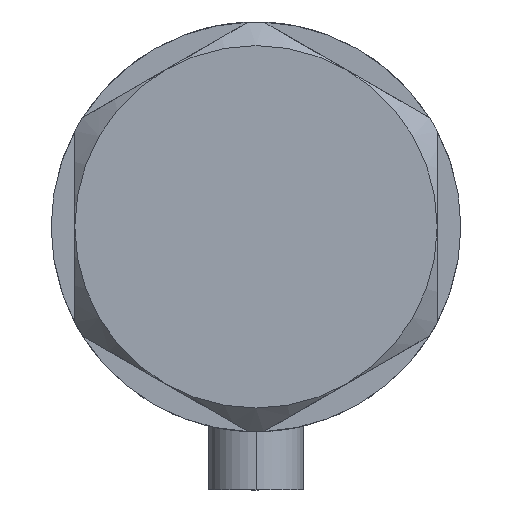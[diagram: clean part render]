
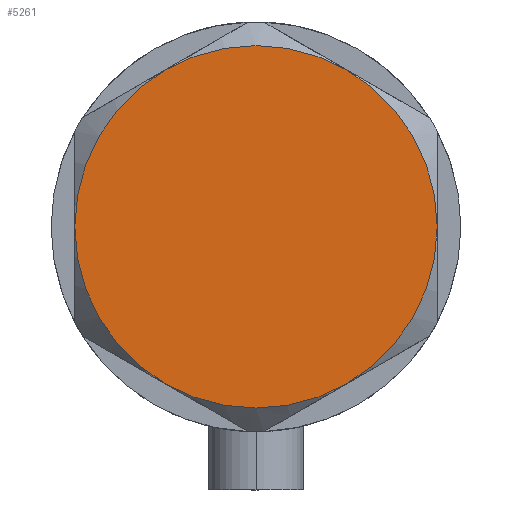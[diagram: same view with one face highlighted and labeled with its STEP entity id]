
A CAD part, left-side view. The second image highlights one B-rep face of the part: STEP entity #5261.
In plain terms, the highlighted face is planar.
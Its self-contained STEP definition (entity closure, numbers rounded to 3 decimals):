
#14 = CARTESIAN_POINT ( 'NONE',  ( -11.5, -19.919, 9. ) ) ;
#105 = CARTESIAN_POINT ( 'NONE',  ( 11.5, 19.919, 9. ) ) ;
#109 = DIRECTION ( 'NONE',  ( 0., 0., 1. ) ) ;
#146 = EDGE_LOOP ( 'NONE', ( #4460, #3690, #394, #615, #250, #2200 ) ) ;
#220 = CARTESIAN_POINT ( 'NONE',  ( 11.5, -19.919, 9. ) ) ;
#240 = CARTESIAN_POINT ( 'NONE',  ( 0., 0., 9. ) ) ;
#248 = CIRCLE ( 'NONE', #2079, 23. ) ;
#250 = ORIENTED_EDGE ( 'NONE', *, *, #3224, .T. ) ;
#300 = CARTESIAN_POINT ( 'NONE',  ( 0., 0., 9. ) ) ;
#352 = CIRCLE ( 'NONE', #5592, 23. ) ;
#394 = ORIENTED_EDGE ( 'NONE', *, *, #4673, .T. ) ;
#615 = ORIENTED_EDGE ( 'NONE', *, *, #2727, .T. ) ;
#957 = VERTEX_POINT ( 'NONE', #220 ) ;
#1265 = DIRECTION ( 'NONE',  ( 0., 0., 1. ) ) ;
#1293 = DIRECTION ( 'NONE',  ( 1., 0., 0. ) ) ;
#1435 = AXIS2_PLACEMENT_3D ( 'NONE', #1653, #4638, #2134 ) ;
#1630 = AXIS2_PLACEMENT_3D ( 'NONE', #300, #3307, #4666 ) ;
#1653 = CARTESIAN_POINT ( 'NONE',  ( 0., 0., 9. ) ) ;
#1767 = CARTESIAN_POINT ( 'NONE',  ( -23., 0., 9. ) ) ;
#1862 = DIRECTION ( 'NONE',  ( 0., 0., 1. ) ) ;
#1992 = CARTESIAN_POINT ( 'NONE',  ( 23., 0., 9. ) ) ;
#2079 = AXIS2_PLACEMENT_3D ( 'NONE', #2783, #4392, #4919 ) ;
#2134 = DIRECTION ( 'NONE',  ( 1., 0., 0. ) ) ;
#2200 = ORIENTED_EDGE ( 'NONE', *, *, #4295, .T. ) ;
#2612 = VERTEX_POINT ( 'NONE', #14 ) ;
#2727 = EDGE_CURVE ( 'NONE', #3229, #3763, #3046, .T. ) ;
#2735 = DIRECTION ( 'NONE',  ( 1., 0., 0. ) ) ;
#2783 = CARTESIAN_POINT ( 'NONE',  ( 0., 0., 9. ) ) ;
#2879 = AXIS2_PLACEMENT_3D ( 'NONE', #4313, #3885, #3431 ) ;
#3046 = CIRCLE ( 'NONE', #2879, 23. ) ;
#3155 = CARTESIAN_POINT ( 'NONE',  ( 0., 0., 9. ) ) ;
#3224 = EDGE_CURVE ( 'NONE', #3763, #2612, #352, .T. ) ;
#3229 = VERTEX_POINT ( 'NONE', #3589 ) ;
#3307 = DIRECTION ( 'NONE',  ( 0., 0., 1. ) ) ;
#3334 = CIRCLE ( 'NONE', #4863, 23. ) ;
#3431 = DIRECTION ( 'NONE',  ( 1., 0., 0. ) ) ;
#3525 = CIRCLE ( 'NONE', #5145, 23. ) ;
#3589 = CARTESIAN_POINT ( 'NONE',  ( -11.5, 19.919, 9. ) ) ;
#3690 = ORIENTED_EDGE ( 'NONE', *, *, #5579, .T. ) ;
#3763 = VERTEX_POINT ( 'NONE', #1767 ) ;
#3875 = CIRCLE ( 'NONE', #1435, 23. ) ;
#3885 = DIRECTION ( 'NONE',  ( 0., 0., 1. ) ) ;
#3980 = EDGE_CURVE ( 'NONE', #957, #4107, #248, .T. ) ;
#3981 = DIRECTION ( 'NONE',  ( 1., 0., 0. ) ) ;
#4001 = VERTEX_POINT ( 'NONE', #105 ) ;
#4008 = CARTESIAN_POINT ( 'NONE',  ( 0., 0., 9. ) ) ;
#4107 = VERTEX_POINT ( 'NONE', #1992 ) ;
#4193 = FACE_OUTER_BOUND ( 'NONE', #146, .T. ) ;
#4295 = EDGE_CURVE ( 'NONE', #2612, #957, #3875, .T. ) ;
#4313 = CARTESIAN_POINT ( 'NONE',  ( 0., 0., 9. ) ) ;
#4392 = DIRECTION ( 'NONE',  ( 0., 0., 1. ) ) ;
#4460 = ORIENTED_EDGE ( 'NONE', *, *, #3980, .T. ) ;
#4638 = DIRECTION ( 'NONE',  ( 0., 0., 1. ) ) ;
#4666 = DIRECTION ( 'NONE',  ( 1., 0., 0. ) ) ;
#4673 = EDGE_CURVE ( 'NONE', #4001, #3229, #3334, .T. ) ;
#4694 = PLANE ( 'NONE',  #1630 ) ;
#4863 = AXIS2_PLACEMENT_3D ( 'NONE', #240, #1265, #1293 ) ;
#4919 = DIRECTION ( 'NONE',  ( 1., 0., 0. ) ) ;
#5145 = AXIS2_PLACEMENT_3D ( 'NONE', #3155, #109, #2735 ) ;
#5261 = ADVANCED_FACE ( 'NONE', ( #4193 ), #4694, .T. ) ;
#5579 = EDGE_CURVE ( 'NONE', #4107, #4001, #3525, .T. ) ;
#5592 = AXIS2_PLACEMENT_3D ( 'NONE', #4008, #1862, #3981 ) ;
